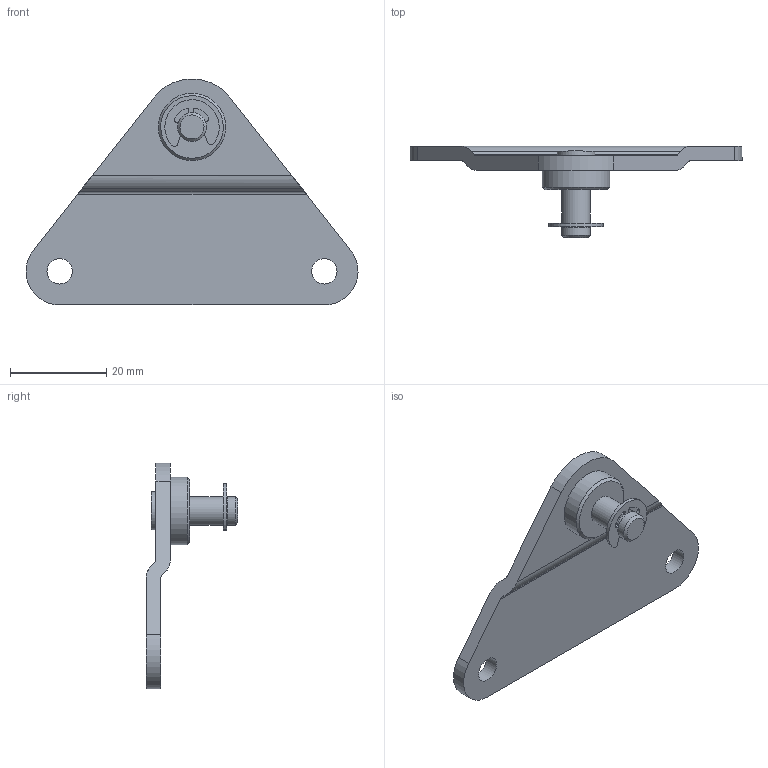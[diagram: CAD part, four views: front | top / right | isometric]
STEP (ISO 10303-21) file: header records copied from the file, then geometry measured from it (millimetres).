
FILE_DESCRIPTION(/* description */ (''),/* implementation_level */ '2;1');
FILE_NAME(/* name */ 'BA01Z06RVS316.step',/* time_stamp */ '2024-07-01T14:08:03+02:00',/* author */ (''),/* organization */ (''),/* preprocessor_version */ 'ST-DEVELOPER v20',/* originating_system */ 'Autodesk Translation Framework v13.14.0.145',/* authorisation */ '');
FILE_SCHEMA (('AUTOMOTIVE_DESIGN { 1 0 10303 214 3 1 1 }'));
Length unit declared in the file: millimetre
Products named in the file (4): (Unsaved); Stud; Bracket; Clip
Assembly tree (3 placements, depth 2):
  (Unsaved)
    Stud
    Bracket
    Clip
Bounding box: 69 x 19 x 46.97 mm (x, y, z)
Volume: 7208.9 mm3; surface area: 5706.9 mm2
Topology: 3 solids, 3 shells, 58 faces, 141 edges, 93 vertices
Faces by surface type: cylinder 30, plane 23, cone 3, torus 2
Full cylindrical faces by diameter (mm): 5 x1, 5.3 x2, 6 x2, 7.5 x1, 7.9 x1, 8.1 x1, 14 x1
Entity records: 1866 total; most frequent: DIRECTION 340, CARTESIAN_POINT 299, ORIENTED_EDGE 282, EDGE_CURVE 141, AXIS2_PLACEMENT_3D 134, VERTEX_POINT 93, LINE 72, VECTOR 72
